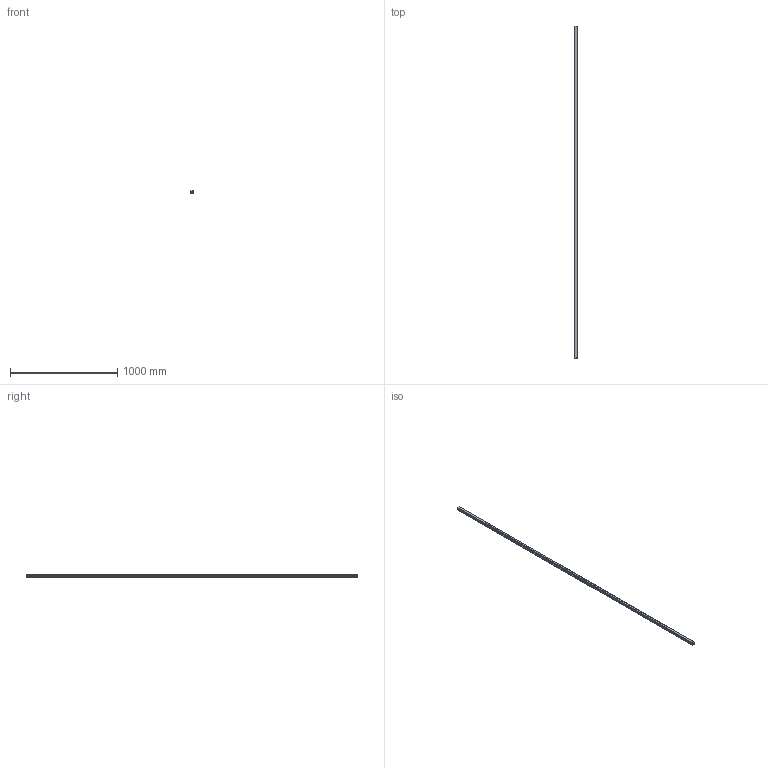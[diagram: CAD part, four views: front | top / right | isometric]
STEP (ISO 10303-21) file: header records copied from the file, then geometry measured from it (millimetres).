
FILE_DESCRIPTION(('STEP AP214'),'1');
FILE_NAME('cctmp_BA439FB9-110B-4150-A1BD-BF2277F2519B_2021_01_26_14_34_02_0155..stp','2021-01-26T13:34:02',('HIWIN GmbH'),('CADClick - www.CADClick.com'),'Spatial InterOp 3D',' ','unknown authorization');
FILE_SCHEMA(('AUTOMOTIVE_DESIGN'));
Length unit declared in the file: millimetre
Products named in the file (1): HGR30T3100C_FILE
Bounding box: 28 x 3100 x 26 mm (x, y, z)
Volume: 1880420.8 mm3; surface area: 356655.2 mm2
Topology: 1 solids, 1 shells, 271 faces, 717 edges, 413 vertices
Faces by surface type: cylinder 100, plane 93, cone 78
Entity records: 9953 total; most frequent: DIRECTION 1383, CARTESIAN_POINT 1324, ORIENTED_EDGE 1278, EDGE_CURVE 639, AXIS2_PLACEMENT_3D 472, LINE 439, VECTOR 439, VERTEX_POINT 413
